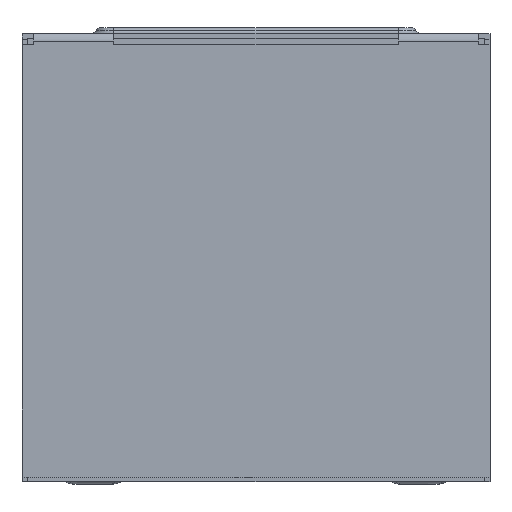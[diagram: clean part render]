
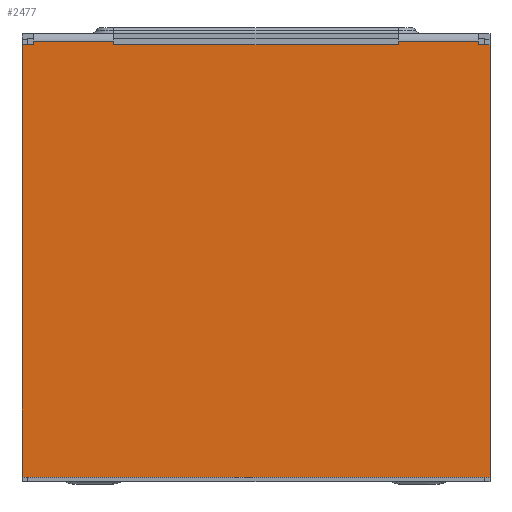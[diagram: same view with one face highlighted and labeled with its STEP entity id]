
A CAD part, top view. The second image highlights one B-rep face of the part: STEP entity #2477.
In plain terms, the highlighted planar face has unit normal (0, 0, 1).
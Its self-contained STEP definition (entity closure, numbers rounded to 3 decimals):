
#295 = CARTESIAN_POINT ( 'NONE',  ( -8.225, -11.075, 12.3 ) ) ;
#325 = VERTEX_POINT ( 'NONE', #6288 ) ;
#499 = ORIENTED_EDGE ( 'NONE', *, *, #4629, .T. ) ;
#788 = ORIENTED_EDGE ( 'NONE', *, *, #10124, .T. ) ;
#831 = EDGE_CURVE ( 'NONE', #8404, #9658, #6811, .T. ) ;
#933 = DIRECTION ( 'NONE',  ( -1., 0., 0. ) ) ;
#1090 = LINE ( 'NONE', #7112, #1629 ) ;
#1295 = VECTOR ( 'NONE', #10105, 1000. ) ;
#1382 = DIRECTION ( 'NONE',  ( 1., 0., 0. ) ) ;
#1405 = VERTEX_POINT ( 'NONE', #7547 ) ;
#1491 = CARTESIAN_POINT ( 'NONE',  ( -5., 4.525, 12.3 ) ) ;
#1579 = ORIENTED_EDGE ( 'NONE', *, *, #9181, .T. ) ;
#1592 = CARTESIAN_POINT ( 'NONE',  ( -8.225, -11.075, 12.3 ) ) ;
#1629 = VECTOR ( 'NONE', #10689, 1000. ) ;
#1638 = VECTOR ( 'NONE', #7125, 1000. ) ;
#1706 = CARTESIAN_POINT ( 'NONE',  ( -8.225, 4.125, 12.3 ) ) ;
#1846 = VERTEX_POINT ( 'NONE', #4308 ) ;
#2149 = VERTEX_POINT ( 'NONE', #5211 ) ;
#2246 = EDGE_LOOP ( 'NONE', ( #3540, #8002, #5801, #8414, #9315, #3964, #1579, #499, #788, #8356, #9373, #7307 ) ) ;
#2267 = LINE ( 'NONE', #1491, #6976 ) ;
#2414 = VECTOR ( 'NONE', #11317, 1000. ) ;
#2438 = CARTESIAN_POINT ( 'NONE',  ( 7.825, 4.525, 12.3 ) ) ;
#2477 = ADVANCED_FACE ( 'NONE', ( #4266 ), #7859, .T. ) ;
#2500 = EDGE_CURVE ( 'NONE', #3024, #10117, #7178, .T. ) ;
#2608 = EDGE_CURVE ( 'NONE', #8860, #8404, #8305, .T. ) ;
#2897 = LINE ( 'NONE', #5393, #9609 ) ;
#2969 = CARTESIAN_POINT ( 'NONE',  ( 8.225, 4.125, 12.3 ) ) ;
#3024 = VERTEX_POINT ( 'NONE', #5509 ) ;
#3058 = LINE ( 'NONE', #8260, #4484 ) ;
#3114 = VECTOR ( 'NONE', #6928, 1000. ) ;
#3116 = EDGE_CURVE ( 'NONE', #3487, #325, #2897, .T. ) ;
#3206 = DIRECTION ( 'NONE',  ( -1., 0., 0. ) ) ;
#3333 = CARTESIAN_POINT ( 'NONE',  ( -7.825, 4.242, 12.3 ) ) ;
#3374 = LINE ( 'NONE', #2438, #3114 ) ;
#3415 = CARTESIAN_POINT ( 'NONE',  ( 8.225, -11.075, 12.3 ) ) ;
#3487 = VERTEX_POINT ( 'NONE', #3333 ) ;
#3540 = ORIENTED_EDGE ( 'NONE', *, *, #5239, .T. ) ;
#3597 = VECTOR ( 'NONE', #933, 1000. ) ;
#3814 = DIRECTION ( 'NONE',  ( -1., 0., 0. ) ) ;
#3850 = CARTESIAN_POINT ( 'NONE',  ( -5., 4.125, 12.3 ) ) ;
#3857 = EDGE_CURVE ( 'NONE', #1846, #3487, #11222, .T. ) ;
#3964 = ORIENTED_EDGE ( 'NONE', *, *, #831, .T. ) ;
#4266 = FACE_OUTER_BOUND ( 'NONE', #2246, .T. ) ;
#4284 = VECTOR ( 'NONE', #1382, 1000. ) ;
#4308 = CARTESIAN_POINT ( 'NONE',  ( -5., 4.242, 12.3 ) ) ;
#4484 = VECTOR ( 'NONE', #3814, 1000. ) ;
#4549 = CARTESIAN_POINT ( 'NONE',  ( 7.825, 4.125, 12.3 ) ) ;
#4629 = EDGE_CURVE ( 'NONE', #6210, #5709, #7916, .T. ) ;
#5211 = CARTESIAN_POINT ( 'NONE',  ( 7.825, 4.242, 12.3 ) ) ;
#5239 = EDGE_CURVE ( 'NONE', #10117, #1846, #2267, .T. ) ;
#5304 = CARTESIAN_POINT ( 'NONE',  ( 7.825, 4.125, 12.3 ) ) ;
#5393 = CARTESIAN_POINT ( 'NONE',  ( -7.825, 4.525, 12.3 ) ) ;
#5509 = CARTESIAN_POINT ( 'NONE',  ( 5., 4.125, 12.3 ) ) ;
#5709 = VERTEX_POINT ( 'NONE', #4549 ) ;
#5800 = LINE ( 'NONE', #9493, #2414 ) ;
#5801 = ORIENTED_EDGE ( 'NONE', *, *, #3116, .T. ) ;
#6210 = VERTEX_POINT ( 'NONE', #2969 ) ;
#6288 = CARTESIAN_POINT ( 'NONE',  ( -7.825, 4.125, 12.3 ) ) ;
#6536 = DIRECTION ( 'NONE',  ( 1., 0., 0. ) ) ;
#6811 = LINE ( 'NONE', #1592, #4284 ) ;
#6928 = DIRECTION ( 'NONE',  ( 0., 1., 0. ) ) ;
#6958 = DIRECTION ( 'NONE',  ( 0., 0., 1. ) ) ;
#6976 = VECTOR ( 'NONE', #8624, 1000. ) ;
#7067 = AXIS2_PLACEMENT_3D ( 'NONE', #11427, #6958, #6536 ) ;
#7112 = CARTESIAN_POINT ( 'NONE',  ( 5., 4.125, 12.3 ) ) ;
#7125 = DIRECTION ( 'NONE',  ( 0., 1., 0. ) ) ;
#7178 = LINE ( 'NONE', #3850, #1295 ) ;
#7307 = ORIENTED_EDGE ( 'NONE', *, *, #2500, .T. ) ;
#7425 = DIRECTION ( 'NONE',  ( 0., -1., 0. ) ) ;
#7547 = CARTESIAN_POINT ( 'NONE',  ( 5., 4.242, 12.3 ) ) ;
#7859 = PLANE ( 'NONE',  #7067 ) ;
#7916 = LINE ( 'NONE', #5304, #3597 ) ;
#8002 = ORIENTED_EDGE ( 'NONE', *, *, #3857, .T. ) ;
#8028 = LINE ( 'NONE', #3415, #1638 ) ;
#8260 = CARTESIAN_POINT ( 'NONE',  ( -7.825, 4.125, 12.3 ) ) ;
#8305 = LINE ( 'NONE', #295, #9511 ) ;
#8356 = ORIENTED_EDGE ( 'NONE', *, *, #9065, .T. ) ;
#8404 = VERTEX_POINT ( 'NONE', #8941 ) ;
#8414 = ORIENTED_EDGE ( 'NONE', *, *, #10575, .T. ) ;
#8621 = EDGE_CURVE ( 'NONE', #1405, #3024, #1090, .T. ) ;
#8624 = DIRECTION ( 'NONE',  ( 0., 1., 0. ) ) ;
#8860 = VERTEX_POINT ( 'NONE', #1706 ) ;
#8941 = CARTESIAN_POINT ( 'NONE',  ( -8.225, -11.075, 12.3 ) ) ;
#8968 = DIRECTION ( 'NONE',  ( 0., -1., 0. ) ) ;
#9065 = EDGE_CURVE ( 'NONE', #2149, #1405, #5800, .T. ) ;
#9181 = EDGE_CURVE ( 'NONE', #9658, #6210, #8028, .T. ) ;
#9315 = ORIENTED_EDGE ( 'NONE', *, *, #2608, .T. ) ;
#9373 = ORIENTED_EDGE ( 'NONE', *, *, #8621, .T. ) ;
#9493 = CARTESIAN_POINT ( 'NONE',  ( 5., 4.242, 12.3 ) ) ;
#9511 = VECTOR ( 'NONE', #7425, 1000. ) ;
#9609 = VECTOR ( 'NONE', #8968, 1000. ) ;
#9658 = VERTEX_POINT ( 'NONE', #11163 ) ;
#9715 = VECTOR ( 'NONE', #3206, 1000. ) ;
#10105 = DIRECTION ( 'NONE',  ( -1., 0., 0. ) ) ;
#10117 = VERTEX_POINT ( 'NONE', #10602 ) ;
#10124 = EDGE_CURVE ( 'NONE', #5709, #2149, #3374, .T. ) ;
#10204 = CARTESIAN_POINT ( 'NONE',  ( -7.825, 4.242, 12.3 ) ) ;
#10575 = EDGE_CURVE ( 'NONE', #325, #8860, #3058, .T. ) ;
#10602 = CARTESIAN_POINT ( 'NONE',  ( -5., 4.125, 12.3 ) ) ;
#10689 = DIRECTION ( 'NONE',  ( 0., -1., 0. ) ) ;
#11163 = CARTESIAN_POINT ( 'NONE',  ( 8.225, -11.075, 12.3 ) ) ;
#11222 = LINE ( 'NONE', #10204, #9715 ) ;
#11317 = DIRECTION ( 'NONE',  ( -1., 0., 0. ) ) ;
#11427 = CARTESIAN_POINT ( 'NONE',  ( 0., -3.35, 12.3 ) ) ;
